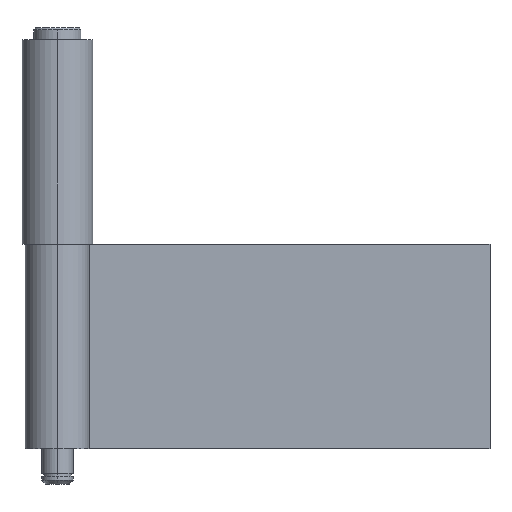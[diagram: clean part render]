
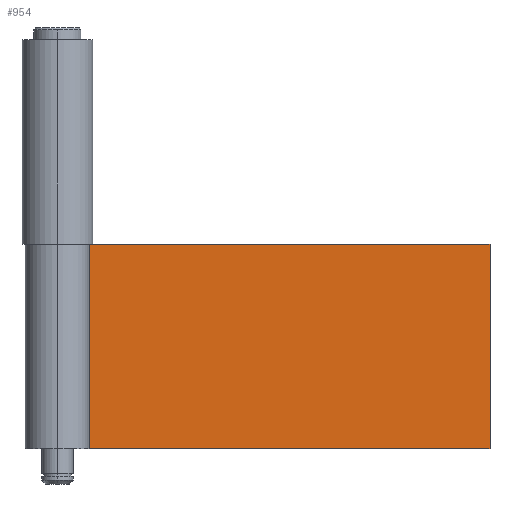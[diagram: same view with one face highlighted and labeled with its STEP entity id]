
A CAD part, top view. The second image highlights one B-rep face of the part: STEP entity #954.
In plain terms, the highlighted face is planar.
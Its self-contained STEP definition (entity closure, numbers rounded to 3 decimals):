
#295 = CARTESIAN_POINT ( 'NONE',  ( 8.15, 52., -0.05 ) ) ;
#296 = CARTESIAN_POINT ( 'NONE',  ( 110., 52., -0.05 ) ) ;
#368 = DIRECTION ( 'NONE',  ( -1., 0., 0. ) ) ;
#369 = VECTOR ( 'NONE', #368, 1000. ) ;
#370 = CARTESIAN_POINT ( 'NONE',  ( 8.15, 52., -0.05 ) ) ;
#371 = LINE ( 'NONE', #370, #369 ) ;
#915 = VERTEX_POINT ( 'NONE', #1309 ) ;
#923 = EDGE_CURVE ( 'NONE', #924, #915, #1308, .T. ) ;
#924 = VERTEX_POINT ( 'NONE', #1299 ) ;
#939 = EDGE_CURVE ( 'NONE', #1147, #915, #1252, .T. ) ;
#946 = EDGE_CURVE ( 'NONE', #1145, #924, #1240, .T. ) ;
#950 = ORIENTED_EDGE ( 'NONE', *, *, #946, .T. ) ;
#954 = ADVANCED_FACE ( 'NONE', ( #1235 ), #1229, .F. ) ;
#955 = ORIENTED_EDGE ( 'NONE', *, *, #939, .F. ) ;
#960 = ORIENTED_EDGE ( 'NONE', *, *, #923, .T. ) ;
#962 = ORIENTED_EDGE ( 'NONE', *, *, #1187, .F. ) ;
#963 = EDGE_LOOP ( 'NONE', ( #960, #955, #962, #950 ) ) ;
#1145 = VERTEX_POINT ( 'NONE', #296 ) ;
#1147 = VERTEX_POINT ( 'NONE', #295 ) ;
#1187 = EDGE_CURVE ( 'NONE', #1145, #1147, #371, .T. ) ;
#1225 = DIRECTION ( 'NONE',  ( 1., 0., 0. ) ) ;
#1226 = DIRECTION ( 'NONE',  ( 0., 0., 1. ) ) ;
#1227 = CARTESIAN_POINT ( 'NONE',  ( 8.15, 52., -0.05 ) ) ;
#1228 = AXIS2_PLACEMENT_3D ( 'NONE', #1227, #1226, #1225 ) ;
#1229 = PLANE ( 'NONE',  #1228 ) ;
#1235 = FACE_OUTER_BOUND ( 'NONE', #963, .T. ) ;
#1237 = DIRECTION ( 'NONE',  ( 0., -1., 0. ) ) ;
#1238 = VECTOR ( 'NONE', #1237, 1000. ) ;
#1239 = CARTESIAN_POINT ( 'NONE',  ( 110., 52., -0.05 ) ) ;
#1240 = LINE ( 'NONE', #1239, #1238 ) ;
#1245 = DIRECTION ( 'NONE',  ( 0., -1., 0. ) ) ;
#1246 = VECTOR ( 'NONE', #1245, 1000. ) ;
#1247 = CARTESIAN_POINT ( 'NONE',  ( 8.15, 52., -0.05 ) ) ;
#1252 = LINE ( 'NONE', #1247, #1246 ) ;
#1299 = CARTESIAN_POINT ( 'NONE',  ( 110., 0., -0.05 ) ) ;
#1300 = DIRECTION ( 'NONE',  ( -1., 0., 0. ) ) ;
#1301 = VECTOR ( 'NONE', #1300, 1000. ) ;
#1302 = CARTESIAN_POINT ( 'NONE',  ( 8.15, 0., -0.05 ) ) ;
#1308 = LINE ( 'NONE', #1302, #1301 ) ;
#1309 = CARTESIAN_POINT ( 'NONE',  ( 8.15, 0., -0.05 ) ) ;
